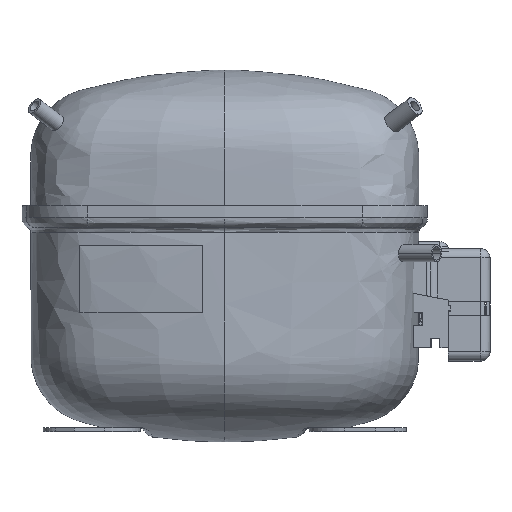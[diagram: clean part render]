
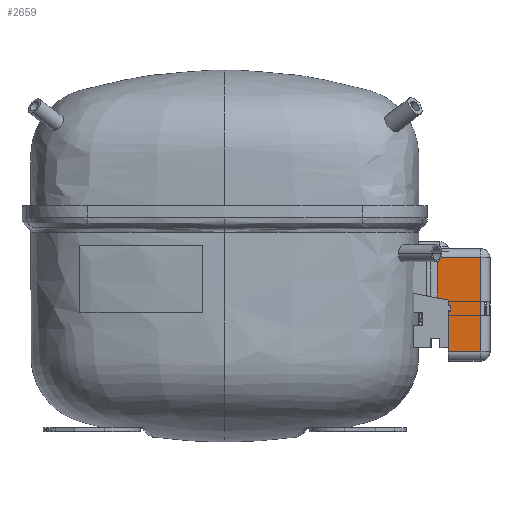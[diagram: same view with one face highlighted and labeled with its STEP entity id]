
A CAD part, top view. The second image highlights one B-rep face of the part: STEP entity #2659.
In plain terms, the highlighted face is planar.
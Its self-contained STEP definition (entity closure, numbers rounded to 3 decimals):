
#5 = DIRECTION ( 'NONE',  ( -1., 0., 0. ) ) ;
#732 = VECTOR ( 'NONE', #6408, 1000. ) ;
#749 = CARTESIAN_POINT ( 'NONE',  ( -37.62, 37.026, 0. ) ) ;
#942 = LINE ( 'NONE', #3727, #7002 ) ;
#1097 = VERTEX_POINT ( 'NONE', #10360 ) ;
#1157 = EDGE_CURVE ( 'NONE', #15618, #9797, #1415, .T. ) ;
#1234 = LINE ( 'NONE', #9790, #12782 ) ;
#1311 = CARTESIAN_POINT ( 'NONE',  ( -45., 27.883, 0. ) ) ;
#1388 = LINE ( 'NONE', #1311, #13437 ) ;
#1415 = LINE ( 'NONE', #5184, #12524 ) ;
#1615 = DIRECTION ( 'NONE',  ( 1., 0., 0. ) ) ;
#1709 = DIRECTION ( 'NONE',  ( 1., 0., 0. ) ) ;
#2031 = DIRECTION ( 'NONE',  ( 0., 1., 0. ) ) ;
#2659 = ADVANCED_FACE ( 'NONE', ( #4158 ), #15269, .T. ) ;
#2704 = ORIENTED_EDGE ( 'NONE', *, *, #6274, .F. ) ;
#2862 = EDGE_LOOP ( 'NONE', ( #7084, #12940, #9305, #11440, #3928, #4329, #2704, #14548, #13167, #6689 ) ) ;
#2942 = LINE ( 'NONE', #5164, #11807 ) ;
#3478 = CARTESIAN_POINT ( 'NONE',  ( -21.758, 0., 0. ) ) ;
#3727 = CARTESIAN_POINT ( 'NONE',  ( -45., 58., 0. ) ) ;
#3894 = VECTOR ( 'NONE', #9209, 1000. ) ;
#3928 = ORIENTED_EDGE ( 'NONE', *, *, #14930, .F. ) ;
#4158 = FACE_OUTER_BOUND ( 'NONE', #2862, .T. ) ;
#4273 = CARTESIAN_POINT ( 'NONE',  ( -23.242, 0., 0. ) ) ;
#4329 = ORIENTED_EDGE ( 'NONE', *, *, #7082, .F. ) ;
#4445 = CARTESIAN_POINT ( 'NONE',  ( -23.242, 5., 0. ) ) ;
#4750 = VECTOR ( 'NONE', #2031, 1000. ) ;
#5164 = CARTESIAN_POINT ( 'NONE',  ( -45., 5., 0. ) ) ;
#5182 = CARTESIAN_POINT ( 'NONE',  ( -23.242, 31.193, 0. ) ) ;
#5184 = CARTESIAN_POINT ( 'NONE',  ( -5., 63., 0. ) ) ;
#5226 = EDGE_CURVE ( 'NONE', #10622, #8339, #11996, .T. ) ;
#5845 = CARTESIAN_POINT ( 'NONE',  ( -21.758, 27.883, 0. ) ) ;
#5978 = VERTEX_POINT ( 'NONE', #13491 ) ;
#6274 = EDGE_CURVE ( 'NONE', #5978, #8402, #1388, .T. ) ;
#6343 = CARTESIAN_POINT ( 'NONE',  ( -23.242, 34.16, 0. ) ) ;
#6408 = DIRECTION ( 'NONE',  ( 0., -1., 0. ) ) ;
#6689 = ORIENTED_EDGE ( 'NONE', *, *, #1157, .T. ) ;
#7002 = VECTOR ( 'NONE', #14757, 1000. ) ;
#7082 = EDGE_CURVE ( 'NONE', #8402, #8081, #13740, .T. ) ;
#7084 = ORIENTED_EDGE ( 'NONE', *, *, #11488, .T. ) ;
#7154 = AXIS2_PLACEMENT_3D ( 'NONE', #9169, #13949, #1615 ) ;
#8081 = VERTEX_POINT ( 'NONE', #13699 ) ;
#8269 = CARTESIAN_POINT ( 'NONE',  ( -5., 58., 0. ) ) ;
#8325 = VECTOR ( 'NONE', #9201, 1000. ) ;
#8339 = VERTEX_POINT ( 'NONE', #12179 ) ;
#8402 = VERTEX_POINT ( 'NONE', #5845 ) ;
#8483 = DIRECTION ( 'NONE',  ( 0., 1., 0. ) ) ;
#8772 = EDGE_CURVE ( 'NONE', #14857, #5978, #11887, .T. ) ;
#9169 = CARTESIAN_POINT ( 'NONE',  ( -45., 0., 0. ) ) ;
#9201 = DIRECTION ( 'NONE',  ( -0.981, 0.195, 0. ) ) ;
#9209 = DIRECTION ( 'NONE',  ( 0., 1., 0. ) ) ;
#9305 = ORIENTED_EDGE ( 'NONE', *, *, #5226, .F. ) ;
#9598 = EDGE_CURVE ( 'NONE', #1097, #8339, #15133, .T. ) ;
#9660 = CARTESIAN_POINT ( 'NONE',  ( -5., 5., 0. ) ) ;
#9790 = CARTESIAN_POINT ( 'NONE',  ( -45., 31.193, 0. ) ) ;
#9797 = VERTEX_POINT ( 'NONE', #8269 ) ;
#10360 = CARTESIAN_POINT ( 'NONE',  ( -29.055, 58., 0. ) ) ;
#10622 = VERTEX_POINT ( 'NONE', #6343 ) ;
#10805 = EDGE_CURVE ( 'NONE', #13243, #10622, #14305, .T. ) ;
#11440 = ORIENTED_EDGE ( 'NONE', *, *, #10805, .F. ) ;
#11488 = EDGE_CURVE ( 'NONE', #9797, #1097, #942, .T. ) ;
#11806 = CARTESIAN_POINT ( 'NONE',  ( -23.242, 0., 0. ) ) ;
#11807 = VECTOR ( 'NONE', #1709, 1000. ) ;
#11887 = LINE ( 'NONE', #11806, #4750 ) ;
#11996 = LINE ( 'NONE', #749, #8325 ) ;
#12179 = CARTESIAN_POINT ( 'NONE',  ( -29.055, 35.319, 0. ) ) ;
#12524 = VECTOR ( 'NONE', #15226, 1000. ) ;
#12782 = VECTOR ( 'NONE', #5, 1000. ) ;
#12940 = ORIENTED_EDGE ( 'NONE', *, *, #9598, .T. ) ;
#13167 = ORIENTED_EDGE ( 'NONE', *, *, #15188, .T. ) ;
#13243 = VERTEX_POINT ( 'NONE', #5182 ) ;
#13437 = VECTOR ( 'NONE', #13884, 1000. ) ;
#13491 = CARTESIAN_POINT ( 'NONE',  ( -23.242, 27.883, 0. ) ) ;
#13699 = CARTESIAN_POINT ( 'NONE',  ( -21.758, 31.193, 0. ) ) ;
#13740 = LINE ( 'NONE', #3478, #15103 ) ;
#13884 = DIRECTION ( 'NONE',  ( 1., 0., 0. ) ) ;
#13949 = DIRECTION ( 'NONE',  ( 0., 0., 1. ) ) ;
#14305 = LINE ( 'NONE', #4273, #3894 ) ;
#14548 = ORIENTED_EDGE ( 'NONE', *, *, #8772, .F. ) ;
#14757 = DIRECTION ( 'NONE',  ( -1., 0., 0. ) ) ;
#14857 = VERTEX_POINT ( 'NONE', #4445 ) ;
#14894 = CARTESIAN_POINT ( 'NONE',  ( -29.055, 35.966, 0. ) ) ;
#14930 = EDGE_CURVE ( 'NONE', #8081, #13243, #1234, .T. ) ;
#15103 = VECTOR ( 'NONE', #8483, 1000. ) ;
#15133 = LINE ( 'NONE', #14894, #732 ) ;
#15188 = EDGE_CURVE ( 'NONE', #14857, #15618, #2942, .T. ) ;
#15226 = DIRECTION ( 'NONE',  ( 0., 1., 0. ) ) ;
#15269 = PLANE ( 'NONE',  #7154 ) ;
#15618 = VERTEX_POINT ( 'NONE', #9660 ) ;
